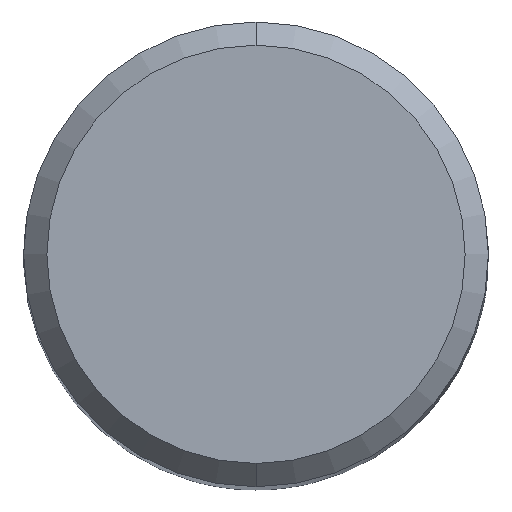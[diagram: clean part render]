
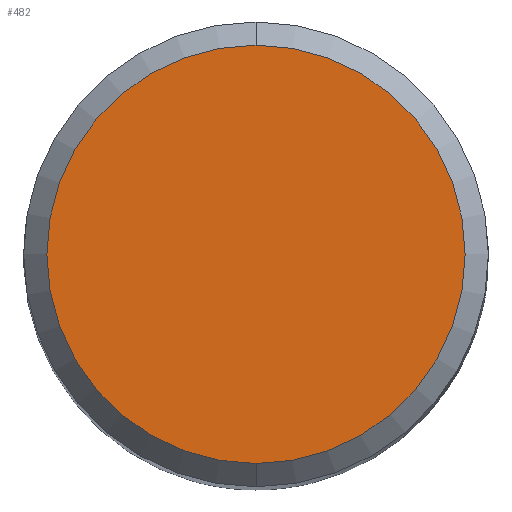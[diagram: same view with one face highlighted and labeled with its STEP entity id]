
A CAD part, top view. The second image highlights one B-rep face of the part: STEP entity #482.
In plain terms, the highlighted planar face has unit normal (0, 0, 1).
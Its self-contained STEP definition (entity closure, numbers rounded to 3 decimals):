
#436=EDGE_CURVE('',#1026,#878,#1198,.T.);
#482=ADVANCED_FACE('',(#1250),#1251,.T.);
#878=VERTEX_POINT('',#1689);
#1026=VERTEX_POINT('',#1844);
#1054=EDGE_CURVE('',#878,#1026,#1874,.T.);
#1198=CIRCLE('',#2089,5.4);
#1250=FACE_OUTER_BOUND('',#2395,.T.);
#1251=PLANE('',#2396);
#1689=CARTESIAN_POINT('',(0.,-5.4,0.0));
#1844=CARTESIAN_POINT('',(0.0,5.4,0.0));
#1874=CIRCLE('',#5583,5.4);
#2089=AXIS2_PLACEMENT_3D('',#5837,#5838,#5839);
#2395=EDGE_LOOP('',(#5900,#5901));
#2396=AXIS2_PLACEMENT_3D('',#5902,#5903,#5904);
#5583=AXIS2_PLACEMENT_3D('',#6604,#6605,#6606);
#5837=CARTESIAN_POINT('',(0.0,0.0,0.0));
#5838=DIRECTION('',(0.0,0.0,-1.0));
#5839=DIRECTION('',(0.0,1.0,0.0));
#5900=ORIENTED_EDGE('',*,*,#436,.F.);
#5901=ORIENTED_EDGE('',*,*,#1054,.F.);
#5902=CARTESIAN_POINT('',(0.0,2.7,0.0));
#5903=DIRECTION('',(-0.0,0.0,1.0));
#5904=DIRECTION('',(0.0,-1.0,0.0));
#6604=CARTESIAN_POINT('',(0.0,0.0,0.0));
#6605=DIRECTION('',(0.0,0.0,-1.0));
#6606=DIRECTION('',(0.0,1.0,0.0));
